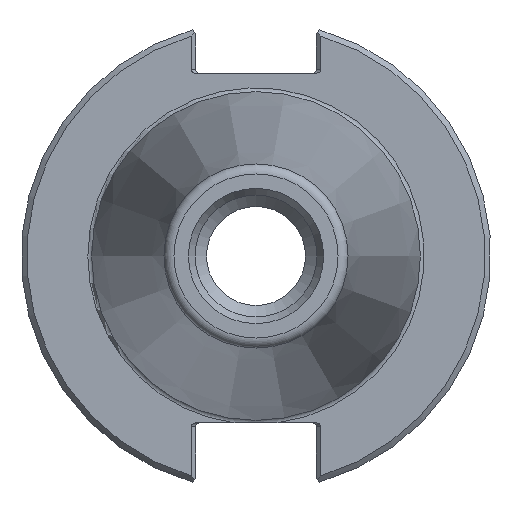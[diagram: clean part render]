
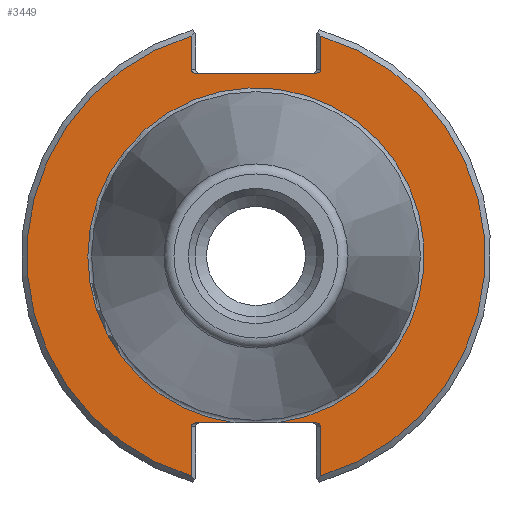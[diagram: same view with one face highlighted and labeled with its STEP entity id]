
A CAD part, left-side view. The second image highlights one B-rep face of the part: STEP entity #3449.
In plain terms, the highlighted planar face has unit normal (-1, 0, 0).
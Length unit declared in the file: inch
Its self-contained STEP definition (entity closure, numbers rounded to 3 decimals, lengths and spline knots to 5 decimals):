
#2495=CARTESIAN_POINT('',(0.125,0.345,0.992));
#2496=VERTEX_POINT('',#2495);
#2503=CARTESIAN_POINT('',(0.125,0.31672,0.972));
#2504=VERTEX_POINT('',#2503);
#2505=CARTESIAN_POINT('',(0.125,0.31672,0.992));
#2506=DIRECTION('',(-1.0,0.0,0.0));
#2507=DIRECTION('',(0.0,1.0,0.0));
#2508=AXIS2_PLACEMENT_3D('',#2505,#2506,#2507);
#2509=ELLIPSE('',#2508,0.02828,0.02);
#2510=EDGE_CURVE('',#2496,#2504,#2509,.T.);
#2595=CARTESIAN_POINT('',(0.125,0.345,1.1702));
#2596=VERTEX_POINT('',#2595);
#2604=CARTESIAN_POINT('',(0.125,0.345,1.1702));
#2605=DIRECTION('',(0.0,0.0,-1.0));
#2606=VECTOR('',#2605,0.1782);
#2607=LINE('',#2604,#2606);
#2608=EDGE_CURVE('',#2596,#2496,#2607,.T.);
#2709=CARTESIAN_POINT('',(0.125,-0.31672,0.972));
#2710=VERTEX_POINT('',#2709);
#2717=CARTESIAN_POINT('',(0.125,-0.345,0.992));
#2718=VERTEX_POINT('',#2717);
#2719=CARTESIAN_POINT('',(0.125,-0.31672,0.992));
#2720=DIRECTION('',(-1.0,0.0,0.0));
#2721=DIRECTION('',(0.0,-1.0,0.0));
#2722=AXIS2_PLACEMENT_3D('',#2719,#2720,#2721);
#2723=ELLIPSE('',#2722,0.02828,0.02);
#2724=EDGE_CURVE('',#2710,#2718,#2723,.T.);
#2775=CARTESIAN_POINT('',(0.125,-0.345,1.1702));
#2776=VERTEX_POINT('',#2775);
#2777=CARTESIAN_POINT('',(0.125,-0.345,0.992));
#2778=DIRECTION('',(0.0,0.0,1.0));
#2779=VECTOR('',#2778,0.1782);
#2780=LINE('',#2777,#2779);
#2781=EDGE_CURVE('',#2718,#2776,#2780,.T.);
#2800=CARTESIAN_POINT('',(0.125,-0.345,-0.908));
#2801=VERTEX_POINT('',#2800);
#2802=CARTESIAN_POINT('',(0.125,-0.31672,-0.888));
#2803=VERTEX_POINT('',#2802);
#2804=CARTESIAN_POINT('',(0.125,-0.31672,-0.908));
#2805=DIRECTION('',(-1.0,0.0,0.0));
#2806=DIRECTION('',(0.0,-1.0,0.0));
#2807=AXIS2_PLACEMENT_3D('',#2804,#2805,#2806);
#2808=ELLIPSE('',#2807,0.02828,0.02);
#2809=EDGE_CURVE('',#2801,#2803,#2808,.T.);
#2907=CARTESIAN_POINT('',(0.125,-0.345,-1.1702));
#2908=VERTEX_POINT('',#2907);
#2916=CARTESIAN_POINT('',(0.125,-0.345,-1.1702));
#2917=DIRECTION('',(0.0,0.0,1.0));
#2918=VECTOR('',#2917,0.2622);
#2919=LINE('',#2916,#2918);
#2920=EDGE_CURVE('',#2908,#2801,#2919,.T.);
#3021=CARTESIAN_POINT('',(0.125,0.31672,-0.888));
#3022=VERTEX_POINT('',#3021);
#3029=CARTESIAN_POINT('',(0.125,0.345,-0.908));
#3030=VERTEX_POINT('',#3029);
#3031=CARTESIAN_POINT('',(0.125,0.31672,-0.908));
#3032=DIRECTION('',(-1.0,0.0,0.0));
#3033=DIRECTION('',(0.0,1.0,0.0));
#3034=AXIS2_PLACEMENT_3D('',#3031,#3032,#3033);
#3035=ELLIPSE('',#3034,0.02828,0.02);
#3036=EDGE_CURVE('',#3022,#3030,#3035,.T.);
#3087=CARTESIAN_POINT('',(0.125,0.345,-1.1702));
#3088=VERTEX_POINT('',#3087);
#3089=CARTESIAN_POINT('',(0.125,0.345,-0.908));
#3090=DIRECTION('',(0.0,0.0,-1.0));
#3091=VECTOR('',#3090,0.2622);
#3092=LINE('',#3089,#3091);
#3093=EDGE_CURVE('',#3030,#3088,#3092,.T.);
#3161=CARTESIAN_POINT('',(0.125,0.31672,0.972));
#3162=DIRECTION('',(0.0,-1.0,0.0));
#3163=VECTOR('',#3162,0.63343);
#3164=LINE('',#3161,#3163);
#3165=EDGE_CURVE('',#2504,#2710,#3164,.T.);
#3367=CARTESIAN_POINT('',(0.125,-0.11172,-0.888));
#3368=VERTEX_POINT('',#3367);
#3369=CARTESIAN_POINT('',(0.125,0.11172,-0.888));
#3370=VERTEX_POINT('',#3369);
#3385=CARTESIAN_POINT('',(0.125,0.,0.0));
#3386=DIRECTION('',(-1.0,0.0,0.0));
#3387=DIRECTION('',(0.0,-1.0,0.0));
#3388=AXIS2_PLACEMENT_3D('',#3385,#3386,#3387);
#3389=CIRCLE('',#3388,0.895);
#3390=EDGE_CURVE('',#3368,#3370,#3389,.T.);
#3406=CARTESIAN_POINT('',(0.125,1.0625,0.0));
#3407=DIRECTION('',(-1.0,0.0,0.0));
#3408=DIRECTION('',(0.0,0.0,1.0));
#3409=AXIS2_PLACEMENT_3D('',#3406,#3407,#3408);
#3410=PLANE('',#3409);
#3411=ORIENTED_EDGE('',*,*,#3390,.F.);
#3412=CARTESIAN_POINT('',(0.125,-0.31672,-0.888));
#3413=DIRECTION('',(0.0,1.0,0.0));
#3414=VECTOR('',#3413,0.205);
#3415=LINE('',#3412,#3414);
#3416=EDGE_CURVE('',#2803,#3368,#3415,.T.);
#3417=ORIENTED_EDGE('',*,*,#3416,.F.);
#3418=ORIENTED_EDGE('',*,*,#2809,.F.);
#3419=ORIENTED_EDGE('',*,*,#2920,.F.);
#3420=CARTESIAN_POINT('',(0.125,0.,0.0));
#3421=DIRECTION('',(1.0,0.0,0.0));
#3422=DIRECTION('',(0.0,-1.0,0.0));
#3423=AXIS2_PLACEMENT_3D('',#3420,#3421,#3422);
#3424=CIRCLE('',#3423,1.22);
#3425=EDGE_CURVE('',#2776,#2908,#3424,.T.);
#3426=ORIENTED_EDGE('',*,*,#3425,.F.);
#3427=ORIENTED_EDGE('',*,*,#2781,.F.);
#3428=ORIENTED_EDGE('',*,*,#2724,.F.);
#3429=ORIENTED_EDGE('',*,*,#3165,.F.);
#3430=ORIENTED_EDGE('',*,*,#2510,.F.);
#3431=ORIENTED_EDGE('',*,*,#2608,.F.);
#3432=CARTESIAN_POINT('',(0.125,0.,0.0));
#3433=DIRECTION('',(1.0,0.0,0.0));
#3434=DIRECTION('',(0.0,1.0,0.0));
#3435=AXIS2_PLACEMENT_3D('',#3432,#3433,#3434);
#3436=CIRCLE('',#3435,1.22);
#3437=EDGE_CURVE('',#3088,#2596,#3436,.T.);
#3438=ORIENTED_EDGE('',*,*,#3437,.F.);
#3439=ORIENTED_EDGE('',*,*,#3093,.F.);
#3440=ORIENTED_EDGE('',*,*,#3036,.F.);
#3441=CARTESIAN_POINT('',(0.125,0.11172,-0.888));
#3442=DIRECTION('',(0.0,1.0,0.0));
#3443=VECTOR('',#3442,0.205);
#3444=LINE('',#3441,#3443);
#3445=EDGE_CURVE('',#3370,#3022,#3444,.T.);
#3446=ORIENTED_EDGE('',*,*,#3445,.F.);
#3447=EDGE_LOOP('',(#3411,#3417,#3418,#3419,#3426,#3427,#3428,#3429,#3430,#3431,#3438,#3439,#3440,#3446));
#3448=FACE_OUTER_BOUND('',#3447,.T.);
#3449=ADVANCED_FACE('',(#3448),#3410,.T.);
